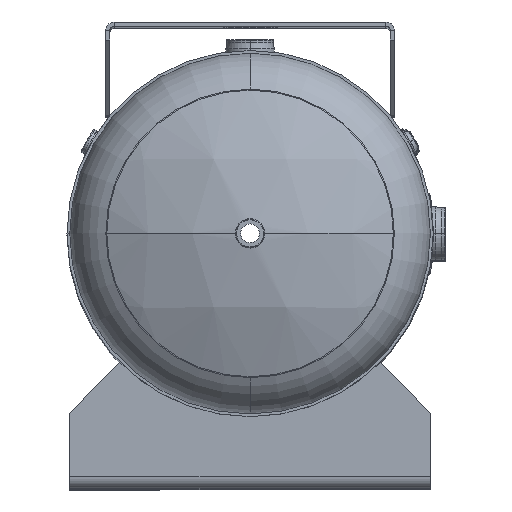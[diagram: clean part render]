
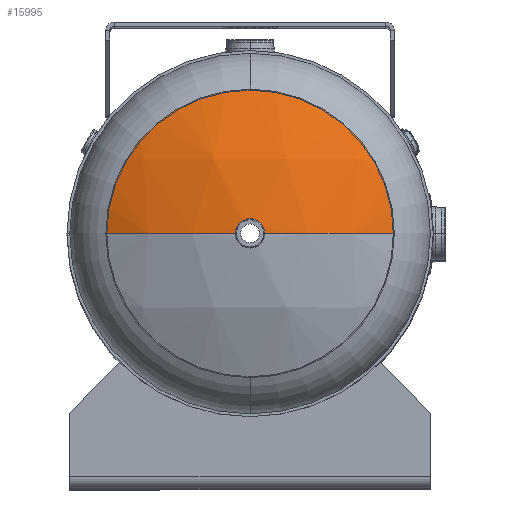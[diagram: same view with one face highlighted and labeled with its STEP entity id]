
A CAD part, top view. The second image highlights one B-rep face of the part: STEP entity #15995.
In plain terms, the highlighted spherical face has radius 457.2 mm.
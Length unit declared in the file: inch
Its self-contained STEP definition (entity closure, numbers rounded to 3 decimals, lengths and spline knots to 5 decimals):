
#780 = AXIS2_PLACEMENT_3D ( 'NONE', #13295, #12044, #10522 ) ;
#1295 = CIRCLE ( 'NONE', #2707, 18. ) ;
#1513 = DIRECTION ( 'NONE',  ( -1., 0., 0. ) ) ;
#1838 = ORIENTED_EDGE ( 'NONE', *, *, #6635, .F. ) ;
#1902 = CARTESIAN_POINT ( 'NONE',  ( 0., -11.57764, 0. ) ) ;
#2450 = ORIENTED_EDGE ( 'NONE', *, *, #2493, .F. ) ;
#2493 = EDGE_CURVE ( 'NONE', #11643, #10381, #17083, .T. ) ;
#2699 = FACE_OUTER_BOUND ( 'NONE', #8993, .T. ) ;
#2707 = AXIS2_PLACEMENT_3D ( 'NONE', #1902, #8734, #7047 ) ;
#3395 = EDGE_CURVE ( 'NONE', #4324, #5416, #14007, .T. ) ;
#3703 = AXIS2_PLACEMENT_3D ( 'NONE', #4016, #12126, #6864 ) ;
#3949 = DIRECTION ( 'NONE',  ( 0., 0., -1. ) ) ;
#4016 = CARTESIAN_POINT ( 'NONE',  ( 0., 4.54688, 0. ) ) ;
#4324 = VERTEX_POINT ( 'NONE', #6654 ) ;
#5258 = DIRECTION ( 'NONE',  ( 0., 0., -1. ) ) ;
#5416 = VERTEX_POINT ( 'NONE', #9034 ) ;
#5902 = ORIENTED_EDGE ( 'NONE', *, *, #3395, .F. ) ;
#6294 = CARTESIAN_POINT ( 'NONE',  ( -8., 4.54688, 0. ) ) ;
#6635 = EDGE_CURVE ( 'NONE', #16189, #11643, #13938, .T. ) ;
#6654 = CARTESIAN_POINT ( 'NONE',  ( 0.69, 6.40913, 0. ) ) ;
#6864 = DIRECTION ( 'NONE',  ( 0., 0., -1. ) ) ;
#7047 = DIRECTION ( 'NONE',  ( 1., 0., 0. ) ) ;
#7578 = EDGE_CURVE ( 'NONE', #5416, #16189, #1295, .T. ) ;
#8734 = DIRECTION ( 'NONE',  ( 0., 0., 1. ) ) ;
#8993 = EDGE_LOOP ( 'NONE', ( #15459, #5902, #10240, #2450, #1838 ) ) ;
#9034 = CARTESIAN_POINT ( 'NONE',  ( -0.69, 6.40913, 0. ) ) ;
#10240 = ORIENTED_EDGE ( 'NONE', *, *, #11936, .T. ) ;
#10381 = VERTEX_POINT ( 'NONE', #10675 ) ;
#10446 = SPHERICAL_SURFACE ( 'NONE', #780, 18. ) ;
#10522 = DIRECTION ( 'NONE',  ( 1., 0., 0. ) ) ;
#10593 = CARTESIAN_POINT ( 'NONE',  ( 0., 4.54688, 0. ) ) ;
#10675 = CARTESIAN_POINT ( 'NONE',  ( 8., 4.54688, 0. ) ) ;
#11281 = DIRECTION ( 'NONE',  ( 0., 0., -1. ) ) ;
#11643 = VERTEX_POINT ( 'NONE', #17168 ) ;
#11936 = EDGE_CURVE ( 'NONE', #4324, #10381, #17243, .T. ) ;
#12044 = DIRECTION ( 'NONE',  ( 0., 0., 1. ) ) ;
#12126 = DIRECTION ( 'NONE',  ( 0., -1., 0. ) ) ;
#13295 = CARTESIAN_POINT ( 'NONE',  ( 0., -11.57764, 0. ) ) ;
#13938 = CIRCLE ( 'NONE', #3703, 8. ) ;
#14007 = CIRCLE ( 'NONE', #15705, 0.69 ) ;
#14043 = CARTESIAN_POINT ( 'NONE',  ( 0., -11.57764, 0. ) ) ;
#14800 = AXIS2_PLACEMENT_3D ( 'NONE', #10593, #17443, #5258 ) ;
#14959 = AXIS2_PLACEMENT_3D ( 'NONE', #14043, #11281, #1513 ) ;
#15459 = ORIENTED_EDGE ( 'NONE', *, *, #7578, .F. ) ;
#15705 = AXIS2_PLACEMENT_3D ( 'NONE', #17386, #16147, #3949 ) ;
#15995 = ADVANCED_FACE ( 'NONE', ( #2699 ), #10446, .T. ) ;
#16147 = DIRECTION ( 'NONE',  ( 0., 1., 0. ) ) ;
#16189 = VERTEX_POINT ( 'NONE', #6294 ) ;
#17083 = CIRCLE ( 'NONE', #14800, 8. ) ;
#17168 = CARTESIAN_POINT ( 'NONE',  ( 0., 4.54688, -8. ) ) ;
#17243 = CIRCLE ( 'NONE', #14959, 18. ) ;
#17386 = CARTESIAN_POINT ( 'NONE',  ( 0., 6.40913, 0. ) ) ;
#17443 = DIRECTION ( 'NONE',  ( 0., -1., 0. ) ) ;
